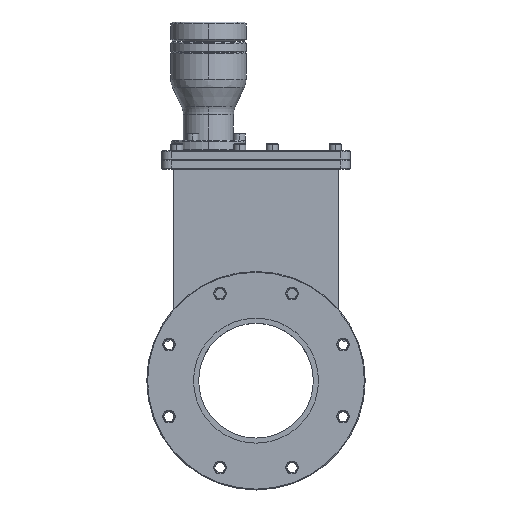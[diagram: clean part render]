
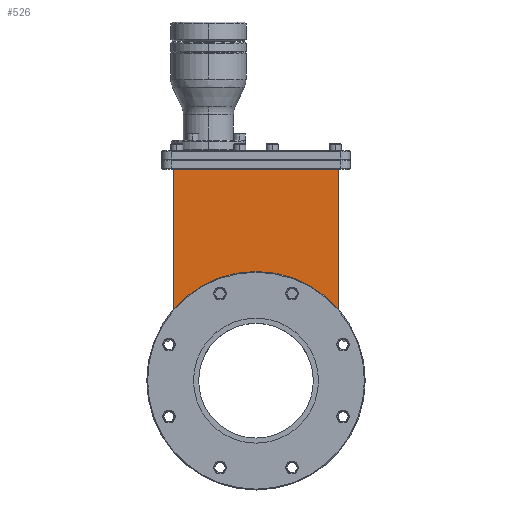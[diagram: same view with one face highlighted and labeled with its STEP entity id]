
A CAD part, top view. The second image highlights one B-rep face of the part: STEP entity #526.
In plain terms, the highlighted planar face has unit normal (0, 0, 1).
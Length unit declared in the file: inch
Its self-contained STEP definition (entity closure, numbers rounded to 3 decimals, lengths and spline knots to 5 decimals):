
#110 = VERTEX_POINT ( 'NONE', #2246 ) ;
#200 = CARTESIAN_POINT ( 'NONE',  ( 0., 0., 0.5125 ) ) ;
#443 = VERTEX_POINT ( 'NONE', #1199 ) ;
#491 = EDGE_CURVE ( 'NONE', #110, #3770, #6240, .T. ) ;
#526 = ADVANCED_FACE ( 'NONE', ( #6331 ), #8413, .T. ) ;
#1199 = CARTESIAN_POINT ( 'NONE',  ( 2.16, 5.532, 0.5125 ) ) ;
#1334 = CARTESIAN_POINT ( 'NONE',  ( 0., 0., 0.5125 ) ) ;
#1808 = CARTESIAN_POINT ( 'NONE',  ( 0., 5.532, 0.5125 ) ) ;
#2246 = CARTESIAN_POINT ( 'NONE',  ( 2.16, 1.83543, 0.5125 ) ) ;
#2849 = LINE ( 'NONE', #7021, #8765 ) ;
#2992 = ORIENTED_EDGE ( 'NONE', *, *, #491, .F. ) ;
#3013 = AXIS2_PLACEMENT_3D ( 'NONE', #200, #3293, #7398 ) ;
#3293 = DIRECTION ( 'NONE',  ( 0., 0., 1. ) ) ;
#3485 = DIRECTION ( 'NONE',  ( 0., 0., 1. ) ) ;
#3770 = VERTEX_POINT ( 'NONE', #7962 ) ;
#3957 = CARTESIAN_POINT ( 'NONE',  ( 2.16, 0., 0.5125 ) ) ;
#4092 = DIRECTION ( 'NONE',  ( 0., 1., 0. ) ) ;
#4205 = EDGE_CURVE ( 'NONE', #110, #443, #12198, .T. ) ;
#5372 = ORIENTED_EDGE ( 'NONE', *, *, #11798, .T. ) ;
#5435 = ORIENTED_EDGE ( 'NONE', *, *, #4205, .T. ) ;
#6240 = CIRCLE ( 'NONE', #10996, 2.8345 ) ;
#6331 = FACE_OUTER_BOUND ( 'NONE', #8855, .T. ) ;
#6462 = DIRECTION ( 'NONE',  ( 1., 0., 0. ) ) ;
#7021 = CARTESIAN_POINT ( 'NONE',  ( -2.16, 0., 0.5125 ) ) ;
#7398 = DIRECTION ( 'NONE',  ( 1., 0., 0. ) ) ;
#7485 = VECTOR ( 'NONE', #4092, 39.37008 ) ;
#7875 = VERTEX_POINT ( 'NONE', #11877 ) ;
#7962 = CARTESIAN_POINT ( 'NONE',  ( -2.16, 1.83543, 0.5125 ) ) ;
#8413 = PLANE ( 'NONE',  #3013 ) ;
#8765 = VECTOR ( 'NONE', #13100, 39.37008 ) ;
#8855 = EDGE_LOOP ( 'NONE', ( #5372, #2992, #5435, #11141 ) ) ;
#10028 = DIRECTION ( 'NONE',  ( -1., 0., 0. ) ) ;
#10996 = AXIS2_PLACEMENT_3D ( 'NONE', #1334, #3485, #6462 ) ;
#11070 = EDGE_CURVE ( 'NONE', #443, #7875, #13066, .T. ) ;
#11141 = ORIENTED_EDGE ( 'NONE', *, *, #11070, .T. ) ;
#11595 = VECTOR ( 'NONE', #10028, 39.37008 ) ;
#11798 = EDGE_CURVE ( 'NONE', #7875, #3770, #2849, .T. ) ;
#11877 = CARTESIAN_POINT ( 'NONE',  ( -2.16, 5.532, 0.5125 ) ) ;
#12198 = LINE ( 'NONE', #3957, #7485 ) ;
#13066 = LINE ( 'NONE', #1808, #11595 ) ;
#13100 = DIRECTION ( 'NONE',  ( 0., -1., 0. ) ) ;
